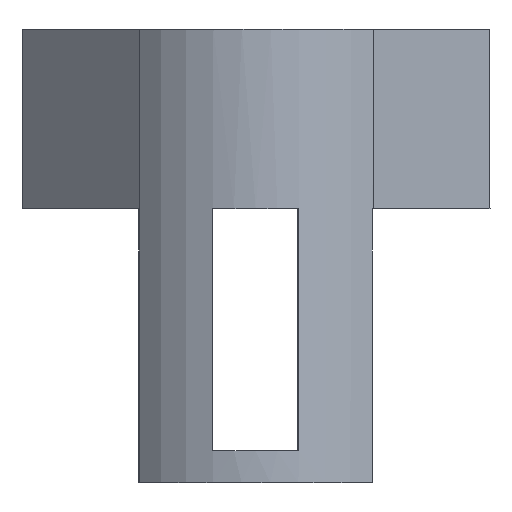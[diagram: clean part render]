
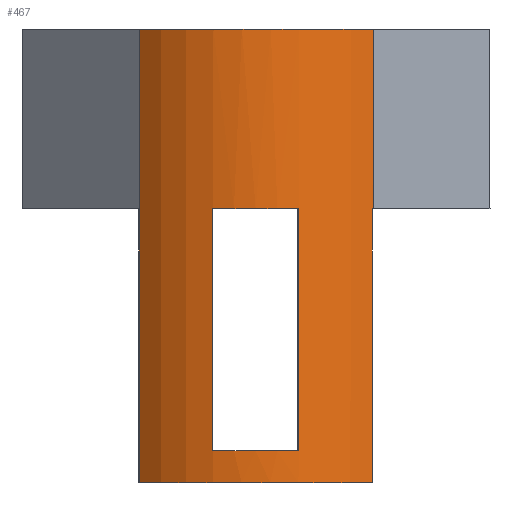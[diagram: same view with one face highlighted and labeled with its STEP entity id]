
A CAD part, front view. The second image highlights one B-rep face of the part: STEP entity #467.
In plain terms, the highlighted cylindrical face has radius 13 mm (diameter 26 mm), a partial arc.
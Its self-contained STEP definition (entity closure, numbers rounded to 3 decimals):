
#42=CARTESIAN_POINT('',(-286.354,-248.605,413.084));
#43=VERTEX_POINT('',#42);
#50=CARTESIAN_POINT('',(-286.354,-248.605,394.084));
#51=VERTEX_POINT('',#50);
#52=CARTESIAN_POINT('',(-286.354,-248.605,413.084));
#53=CARTESIAN_POINT('',(-286.354,-248.605,406.75));
#54=CARTESIAN_POINT('',(-286.354,-248.605,400.417));
#55=CARTESIAN_POINT('',(-286.354,-248.605,394.084));
#56=B_SPLINE_CURVE_WITH_KNOTS('',3,(#52,#53,#54,#55),.UNSPECIFIED.,.F.,.F.,(4,4),(0.,0.019),.UNSPECIFIED.);
#57=EDGE_CURVE('',#43,#51,#56,.T.);
#117=CARTESIAN_POINT('',(-292.109,-245.297,391.584));
#118=VERTEX_POINT('',#117);
#125=CARTESIAN_POINT('',(-292.109,-245.297,413.084));
#126=VERTEX_POINT('',#125);
#127=CARTESIAN_POINT('',(-292.109,-245.297,391.584));
#128=CARTESIAN_POINT('',(-292.109,-245.297,398.75));
#129=CARTESIAN_POINT('',(-292.109,-245.297,405.917));
#130=CARTESIAN_POINT('',(-292.109,-245.297,413.084));
#131=B_SPLINE_CURVE_WITH_KNOTS('',3,(#127,#128,#129,#130),.UNSPECIFIED.,.F.,.F.,(4,4),(0.,0.022),.UNSPECIFIED.);
#132=EDGE_CURVE('',#118,#126,#131,.T.);
#192=CARTESIAN_POINT('',(-273.815,-245.287,413.084));
#193=VERTEX_POINT('',#192);
#200=CARTESIAN_POINT('',(-273.815,-245.287,391.584));
#201=VERTEX_POINT('',#200);
#202=CARTESIAN_POINT('',(-273.815,-245.287,391.584));
#203=CARTESIAN_POINT('',(-273.815,-245.287,398.75));
#204=CARTESIAN_POINT('',(-273.815,-245.287,405.917));
#205=CARTESIAN_POINT('',(-273.815,-245.287,413.084));
#206=B_SPLINE_CURVE_WITH_KNOTS('',3,(#202,#203,#204,#205),.UNSPECIFIED.,.F.,.F.,(4,4),(0.,0.022),.UNSPECIFIED.);
#207=EDGE_CURVE('',#201,#193,#206,.T.);
#267=CARTESIAN_POINT('',(-279.604,-248.612,394.084));
#268=VERTEX_POINT('',#267);
#275=CARTESIAN_POINT('',(-279.604,-248.612,413.084));
#276=VERTEX_POINT('',#275);
#277=CARTESIAN_POINT('',(-279.604,-248.612,413.084));
#278=CARTESIAN_POINT('',(-279.604,-248.612,406.75));
#279=CARTESIAN_POINT('',(-279.604,-248.612,400.417));
#280=CARTESIAN_POINT('',(-279.604,-248.612,394.084));
#281=B_SPLINE_CURVE_WITH_KNOTS('',3,(#277,#278,#279,#280),.UNSPECIFIED.,.F.,.F.,(4,4),(0.,0.019),.UNSPECIFIED.);
#282=EDGE_CURVE('',#276,#268,#281,.T.);
#350=CARTESIAN_POINT('',(-282.968,-236.054,394.084));
#351=DIRECTION('',(0.,0.,1.));
#352=DIRECTION('',(1.,0.,0.));
#353=AXIS2_PLACEMENT_3D('',#350,#351,#352);
#354=CIRCLE('',#353,13.);
#355=EDGE_CURVE('',#51,#268,#354,.T.);
#394=CARTESIAN_POINT('',(-282.968,-236.054,391.584));
#395=DIRECTION('',(0.,0.,-1.));
#396=DIRECTION('',(-1.,-0.,0.));
#397=AXIS2_PLACEMENT_3D('',#394,#395,#396);
#398=CIRCLE('',#397,13.);
#399=EDGE_CURVE('',#201,#118,#398,.T.);
#404=CARTESIAN_POINT('',(-282.968,-236.054,413.084));
#405=DIRECTION('',(-0.,0.,1.));
#406=DIRECTION('',(1.,-0.009,0.));
#407=AXIS2_PLACEMENT_3D('',#404,#405,#406);
#408=CYLINDRICAL_SURFACE('',#407,13.);
#409=CARTESIAN_POINT('',(-292.125,-245.281,413.084));
#410=VERTEX_POINT('',#409);
#411=CARTESIAN_POINT('',(-282.968,-236.054,413.084));
#412=DIRECTION('',(0.,-0.,-1.));
#413=DIRECTION('',(-1.,0.009,-0.));
#414=AXIS2_PLACEMENT_3D('',#411,#412,#413);
#415=CIRCLE('',#414,13.);
#416=EDGE_CURVE('',#126,#410,#415,.T.);
#417=ORIENTED_EDGE('',*,*,#416,.F.);
#418=ORIENTED_EDGE('',*,*,#132,.F.);
#419=ORIENTED_EDGE('',*,*,#399,.F.);
#420=ORIENTED_EDGE('',*,*,#207,.T.);
#421=CARTESIAN_POINT('',(-273.741,-245.212,413.084));
#422=VERTEX_POINT('',#421);
#423=CARTESIAN_POINT('',(-282.968,-236.054,413.084));
#424=DIRECTION('',(0.,-0.,-1.));
#425=DIRECTION('',(-1.,0.009,-0.));
#426=AXIS2_PLACEMENT_3D('',#423,#424,#425);
#427=CIRCLE('',#426,13.);
#428=EDGE_CURVE('',#422,#193,#427,.T.);
#429=ORIENTED_EDGE('',*,*,#428,.F.);
#430=CARTESIAN_POINT('',(-273.741,-245.212,427.184));
#431=VERTEX_POINT('',#430);
#432=CARTESIAN_POINT('',(-273.741,-245.212,413.084));
#433=DIRECTION('',(-0.,0.,1.));
#434=VECTOR('',#433,14.1);
#435=LINE('',#432,#434);
#436=EDGE_CURVE('',#422,#431,#435,.T.);
#437=ORIENTED_EDGE('',*,*,#436,.T.);
#438=CARTESIAN_POINT('',(-292.125,-245.281,427.184));
#439=VERTEX_POINT('',#438);
#440=CARTESIAN_POINT('',(-282.968,-236.054,427.184));
#441=DIRECTION('',(-0.,0.,1.));
#442=DIRECTION('',(1.,0.,0.));
#443=AXIS2_PLACEMENT_3D('',#440,#441,#442);
#444=CIRCLE('',#443,13.);
#445=EDGE_CURVE('',#439,#431,#444,.T.);
#446=ORIENTED_EDGE('',*,*,#445,.F.);
#447=CARTESIAN_POINT('',(-292.125,-245.281,413.084));
#448=DIRECTION('',(-0.,0.,1.));
#449=VECTOR('',#448,14.1);
#450=LINE('',#447,#449);
#451=EDGE_CURVE('',#410,#439,#450,.T.);
#452=ORIENTED_EDGE('',*,*,#451,.F.);
#453=EDGE_LOOP('',(#417,#418,#419,#420,#429,#437,#446,#452));
#454=FACE_BOUND('',#453,.T.);
#455=ORIENTED_EDGE('',*,*,#355,.F.);
#456=ORIENTED_EDGE('',*,*,#57,.F.);
#457=CARTESIAN_POINT('',(-282.968,-236.054,413.084));
#458=DIRECTION('',(0.,-0.,-1.));
#459=DIRECTION('',(-1.,0.009,-0.));
#460=AXIS2_PLACEMENT_3D('',#457,#458,#459);
#461=CIRCLE('',#460,13.);
#462=EDGE_CURVE('',#276,#43,#461,.T.);
#463=ORIENTED_EDGE('',*,*,#462,.F.);
#464=ORIENTED_EDGE('',*,*,#282,.T.);
#465=EDGE_LOOP('',(#455,#456,#463,#464));
#466=FACE_BOUND('',#465,.T.);
#467=ADVANCED_FACE('',(#454,#466),#408,.T.);
